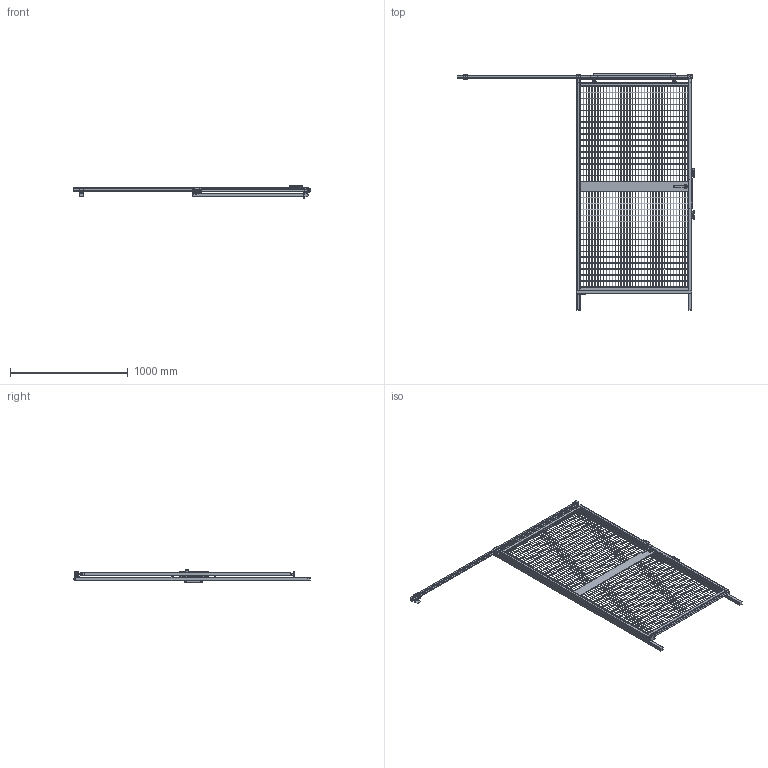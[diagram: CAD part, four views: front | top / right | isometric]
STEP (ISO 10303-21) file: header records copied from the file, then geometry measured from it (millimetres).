
FILE_DESCRIPTION (( 'STEP AP214' ), '1' );
FILE_NAME ('0010843.step', '2022-08-12T12:53:47', ( '' ), ( '' ), 'SwSTEP 2.0', 'SolidWorks 2020', '' );
FILE_SCHEMA (( 'AUTOMOTIVE_DESIGN' ));
Length unit declared in the file: millimetre
Products named in the file (1): 0010843
Bounding box: 2019.3 x 2010 x 110.5 mm (x, y, z)
Surface area: 3995418.7 mm2 (no closed solid volume)
Topology: 0 solids, 178 shells, 1646 faces, 3653 edges, 2328 vertices
Faces by surface type: plane 800, cylinder 620, cone 112, bspline 98, torus 16
Full cylindrical faces by diameter (mm): 20 x8
Entity records: 71693 total; most frequent: CARTESIAN_POINT 15409, DIRECTION 7879, ORIENTED_EDGE 7126, EDGE_CURVE 3605, AXIS2_PLACEMENT_3D 2984, VERTEX_POINT 2328, VECTOR 1911, LINE 1911
